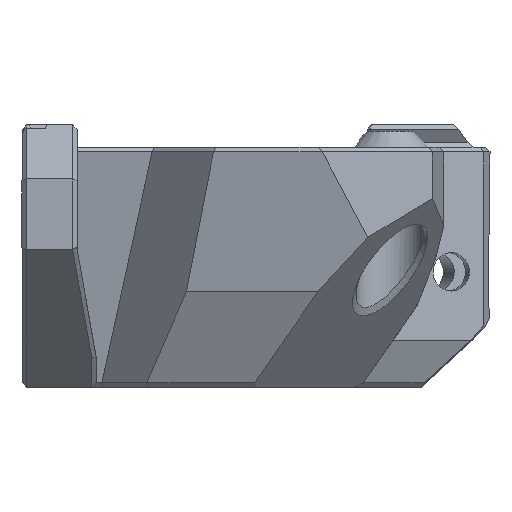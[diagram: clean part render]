
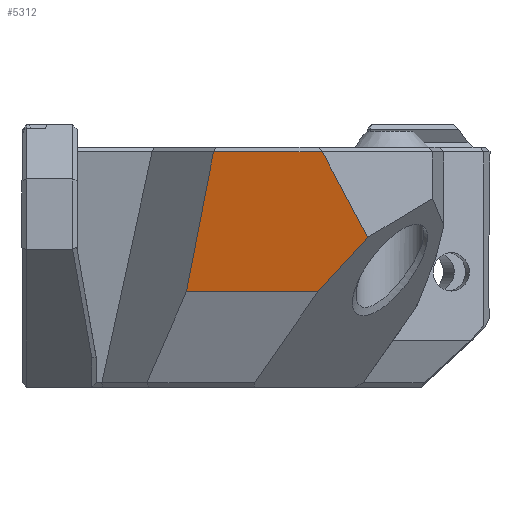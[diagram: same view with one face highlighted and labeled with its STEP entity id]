
A CAD part, left-side view. The second image highlights one B-rep face of the part: STEP entity #5312.
In plain terms, the highlighted planar face has unit normal (-0.982, 0, -0.19).
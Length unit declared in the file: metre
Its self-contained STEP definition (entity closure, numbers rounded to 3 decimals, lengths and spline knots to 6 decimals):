
#331=LINE('',#8113,#917);
#332=LINE('',#8116,#918);
#333=LINE('',#8118,#919);
#334=LINE('',#8120,#920);
#335=LINE('',#8122,#921);
#336=LINE('',#8124,#922);
#337=LINE('',#8126,#923);
#917=VECTOR('',#6397,1.);
#918=VECTOR('',#6398,1.);
#919=VECTOR('',#6399,1.);
#920=VECTOR('',#6400,1.);
#921=VECTOR('',#6401,1.);
#922=VECTOR('',#6402,1.);
#923=VECTOR('',#6403,1.);
#1618=ORIENTED_EDGE('',*,*,#3157,.F.);
#1619=ORIENTED_EDGE('',*,*,#3158,.T.);
#1620=ORIENTED_EDGE('',*,*,#3159,.F.);
#1621=ORIENTED_EDGE('',*,*,#3160,.T.);
#1622=ORIENTED_EDGE('',*,*,#3161,.T.);
#1623=ORIENTED_EDGE('',*,*,#3162,.F.);
#1624=ORIENTED_EDGE('',*,*,#3163,.F.);
#3157=EDGE_CURVE('',#3919,#3920,#331,.T.);
#3158=EDGE_CURVE('',#3919,#3921,#332,.T.);
#3159=EDGE_CURVE('',#3922,#3921,#333,.T.);
#3160=EDGE_CURVE('',#3922,#3923,#334,.T.);
#3161=EDGE_CURVE('',#3923,#3924,#335,.T.);
#3162=EDGE_CURVE('',#3925,#3924,#336,.T.);
#3163=EDGE_CURVE('',#3920,#3925,#337,.T.);
#3919=VERTEX_POINT('',#8114);
#3920=VERTEX_POINT('',#8115);
#3921=VERTEX_POINT('',#8117);
#3922=VERTEX_POINT('',#8119);
#3923=VERTEX_POINT('',#8121);
#3924=VERTEX_POINT('',#8123);
#3925=VERTEX_POINT('',#8125);
#4379=EDGE_LOOP('',(#1618,#1619,#1620,#1621,#1622,#1623,#1624));
#4740=FACE_BOUND('',#4379,.T.);
#5069=PLANE('',#5698);
#5312=ADVANCED_FACE('',(#4740),#5069,.T.);
#5698=AXIS2_PLACEMENT_3D('',#8112,#6395,#6396);
#6395=DIRECTION('',(-0.982,0.,-0.19));
#6396=DIRECTION('',(0.19,0.,-0.982));
#6397=DIRECTION('',(-0.102,-0.845,0.525));
#6398=DIRECTION('',(0.187,0.187,-0.964));
#6399=DIRECTION('',(0.,1.,0.));
#6400=DIRECTION('',(-0.141,-0.67,0.729));
#6401=DIRECTION('',(-0.169,0.463,0.87));
#6402=DIRECTION('',(0.054,-0.959,-0.278));
#6403=DIRECTION('',(0.,-1.,0.));
#8112=CARTESIAN_POINT('',(-0.012,0.0125,0.0212));
#8113=CARTESIAN_POINT('',(-0.010969,0.008366,0.015876));
#8114=CARTESIAN_POINT('',(-0.011923,0.000448,0.0208));
#8115=CARTESIAN_POINT('',(-0.011924,0.000436,0.020807));
#8116=CARTESIAN_POINT('',(-0.010701,0.00167,0.014491));
#8117=CARTESIAN_POINT('',(-0.009529,0.002842,0.008441));
#8118=CARTESIAN_POINT('',(-0.009529,0.0075,0.008441));
#8119=CARTESIAN_POINT('',(-0.009529,-0.008773,0.008441));
#8120=CARTESIAN_POINT('',(-0.008966,-0.006108,0.005539));
#8121=CARTESIAN_POINT('',(-0.01046,-0.013194,0.013251));
#8122=CARTESIAN_POINT('',(-0.012423,-0.0078,0.023385));
#8123=CARTESIAN_POINT('',(-0.011923,-0.009176,0.0208));
#8124=CARTESIAN_POINT('',(-0.012476,0.000704,0.023659));
#8125=CARTESIAN_POINT('',(-0.011924,-0.009151,0.020807));
#8126=CARTESIAN_POINT('',(-0.011924,0.010282,0.020807));
